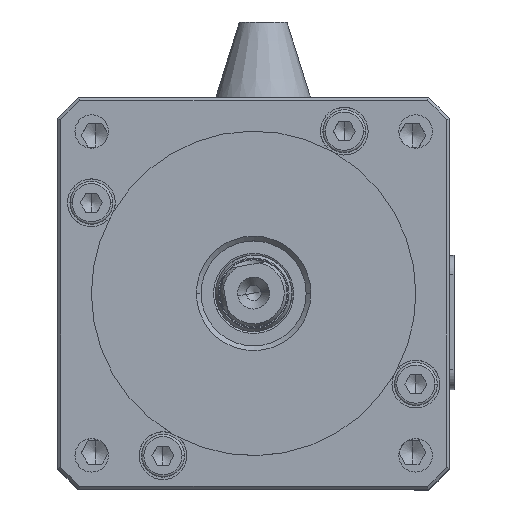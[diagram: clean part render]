
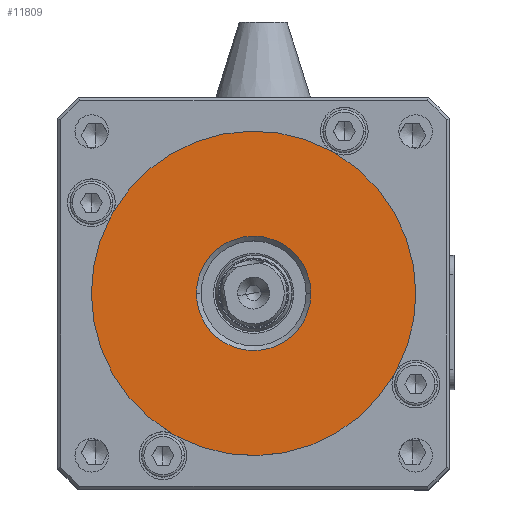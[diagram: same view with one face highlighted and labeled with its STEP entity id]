
A CAD part, top view. The second image highlights one B-rep face of the part: STEP entity #11809.
In plain terms, the highlighted planar face has unit normal (0, 0, 1).
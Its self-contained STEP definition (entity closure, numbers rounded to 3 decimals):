
#1385=CARTESIAN_POINT('',(8.,15.,49.5));
#1386=VERTEX_POINT('',#1385);
#1393=CARTESIAN_POINT('',(8.583,14.674,49.5));
#1394=VERTEX_POINT('',#1393);
#1395=CARTESIAN_POINT('',(9.5,17.,49.5));
#1396=DIRECTION('',(0.0,0.0,-1.0));
#1397=DIRECTION('',(1.0,0.0,0.0));
#1398=AXIS2_PLACEMENT_3D('',#1395,#1396,#1397);
#1399=CIRCLE('',#1398,2.5);
#1400=EDGE_CURVE('',#1394,#1386,#1399,.T.);
#1608=CARTESIAN_POINT('',(-15.,8.,49.5));
#1609=VERTEX_POINT('',#1608);
#1616=CARTESIAN_POINT('',(-14.674,8.583,49.5));
#1617=VERTEX_POINT('',#1616);
#1618=CARTESIAN_POINT('',(-17.,9.5,49.5));
#1619=DIRECTION('',(0.0,0.0,-1.0));
#1620=DIRECTION('',(1.0,0.0,0.0));
#1621=AXIS2_PLACEMENT_3D('',#1618,#1619,#1620);
#1622=CIRCLE('',#1621,2.5);
#1623=EDGE_CURVE('',#1617,#1609,#1622,.T.);
#1650=CARTESIAN_POINT('',(-17.,0.,49.5));
#1651=VERTEX_POINT('',#1650);
#1667=CARTESIAN_POINT('',(-8.583,-14.674,49.5));
#1668=VERTEX_POINT('',#1667);
#1675=CARTESIAN_POINT('',(0.,0.,49.5));
#1676=DIRECTION('',(0.0,0.0,-1.0));
#1677=DIRECTION('',(-1.0,0.0,0.0));
#1678=AXIS2_PLACEMENT_3D('',#1675,#1676,#1677);
#1679=CIRCLE('',#1678,17.0);
#1680=EDGE_CURVE('',#1668,#1651,#1679,.T.);
#1690=CARTESIAN_POINT('',(17.,0.,49.5));
#1691=VERTEX_POINT('',#1690);
#1700=CARTESIAN_POINT('',(15.,-8.,49.5));
#1701=VERTEX_POINT('',#1700);
#1702=CARTESIAN_POINT('',(0.,0.,49.5));
#1703=DIRECTION('',(0.0,0.0,-1.0));
#1704=DIRECTION('',(-1.0,0.0,0.0));
#1705=AXIS2_PLACEMENT_3D('',#1702,#1703,#1704);
#1706=CIRCLE('',#1705,17.0);
#1707=EDGE_CURVE('',#1691,#1701,#1706,.T.);
#2032=CARTESIAN_POINT('',(-6.,0.,49.5));
#2033=VERTEX_POINT('',#2032);
#2049=CARTESIAN_POINT('',(6.,0.,49.5));
#2050=VERTEX_POINT('',#2049);
#2057=CARTESIAN_POINT('',(0.,0.,49.5));
#2058=DIRECTION('',(0.0,0.0,1.0));
#2059=DIRECTION('',(-1.0,0.0,0.0));
#2060=AXIS2_PLACEMENT_3D('',#2057,#2058,#2059);
#2061=CIRCLE('',#2060,6.);
#2062=EDGE_CURVE('',#2050,#2033,#2061,.T.);
#11738=CARTESIAN_POINT('',(0.,0.,49.5));
#11739=DIRECTION('',(0.0,0.0,-1.0));
#11740=DIRECTION('',(-1.0,0.0,0.0));
#11741=AXIS2_PLACEMENT_3D('',#11738,#11739,#11740);
#11742=CIRCLE('',#11741,17.0);
#11743=EDGE_CURVE('',#1617,#1386,#11742,.T.);
#11748=CARTESIAN_POINT('',(0.,0.,49.5));
#11749=DIRECTION('',(0.0,0.0,-1.0));
#11750=DIRECTION('',(-1.0,0.0,0.0));
#11751=AXIS2_PLACEMENT_3D('',#11748,#11749,#11750);
#11752=PLANE('',#11751);
#11753=ORIENTED_EDGE('',*,*,#1400,.T.);
#11754=ORIENTED_EDGE('',*,*,#11743,.F.);
#11755=ORIENTED_EDGE('',*,*,#1623,.T.);
#11756=CARTESIAN_POINT('',(0.,0.,49.5));
#11757=DIRECTION('',(0.0,0.0,-1.0));
#11758=DIRECTION('',(-1.0,0.0,0.0));
#11759=AXIS2_PLACEMENT_3D('',#11756,#11757,#11758);
#11760=CIRCLE('',#11759,17.0);
#11761=EDGE_CURVE('',#1651,#1609,#11760,.T.);
#11762=ORIENTED_EDGE('',*,*,#11761,.F.);
#11763=ORIENTED_EDGE('',*,*,#1680,.F.);
#11764=CARTESIAN_POINT('',(-8.,-15.,49.5));
#11765=VERTEX_POINT('',#11764);
#11766=CARTESIAN_POINT('',(-9.5,-17.,49.5));
#11767=DIRECTION('',(0.0,0.0,-1.0));
#11768=DIRECTION('',(1.0,0.0,0.0));
#11769=AXIS2_PLACEMENT_3D('',#11766,#11767,#11768);
#11770=CIRCLE('',#11769,2.5);
#11771=EDGE_CURVE('',#1668,#11765,#11770,.T.);
#11772=ORIENTED_EDGE('',*,*,#11771,.T.);
#11773=CARTESIAN_POINT('',(14.674,-8.583,49.5));
#11774=VERTEX_POINT('',#11773);
#11775=CARTESIAN_POINT('',(0.,0.,49.5));
#11776=DIRECTION('',(0.0,0.0,-1.0));
#11777=DIRECTION('',(-1.0,0.0,0.0));
#11778=AXIS2_PLACEMENT_3D('',#11775,#11776,#11777);
#11779=CIRCLE('',#11778,17.0);
#11780=EDGE_CURVE('',#11774,#11765,#11779,.T.);
#11781=ORIENTED_EDGE('',*,*,#11780,.F.);
#11782=CARTESIAN_POINT('',(17.0,-9.5,49.5));
#11783=DIRECTION('',(0.0,0.0,-1.0));
#11784=DIRECTION('',(1.0,0.0,0.0));
#11785=AXIS2_PLACEMENT_3D('',#11782,#11783,#11784);
#11786=CIRCLE('',#11785,2.5);
#11787=EDGE_CURVE('',#11774,#1701,#11786,.T.);
#11788=ORIENTED_EDGE('',*,*,#11787,.T.);
#11789=ORIENTED_EDGE('',*,*,#1707,.F.);
#11790=CARTESIAN_POINT('',(0.,0.,49.5));
#11791=DIRECTION('',(0.0,0.0,-1.0));
#11792=DIRECTION('',(-1.0,0.0,0.0));
#11793=AXIS2_PLACEMENT_3D('',#11790,#11791,#11792);
#11794=CIRCLE('',#11793,17.0);
#11795=EDGE_CURVE('',#1394,#1691,#11794,.T.);
#11796=ORIENTED_EDGE('',*,*,#11795,.F.);
#11797=EDGE_LOOP('',(#11753,#11754,#11755,#11762,#11763,#11772,#11781,#11788,#11789,#11796));
#11798=FACE_OUTER_BOUND('',#11797,.T.);
#11799=ORIENTED_EDGE('',*,*,#2062,.F.);
#11800=CARTESIAN_POINT('',(0.,0.,49.5));
#11801=DIRECTION('',(0.0,0.0,1.0));
#11802=DIRECTION('',(-1.0,0.0,0.0));
#11803=AXIS2_PLACEMENT_3D('',#11800,#11801,#11802);
#11804=CIRCLE('',#11803,6.);
#11805=EDGE_CURVE('',#2033,#2050,#11804,.T.);
#11806=ORIENTED_EDGE('',*,*,#11805,.F.);
#11807=EDGE_LOOP('',(#11799,#11806));
#11808=FACE_BOUND('',#11807,.T.);
#11809=ADVANCED_FACE('',(#11798,#11808),#11752,.F.);
